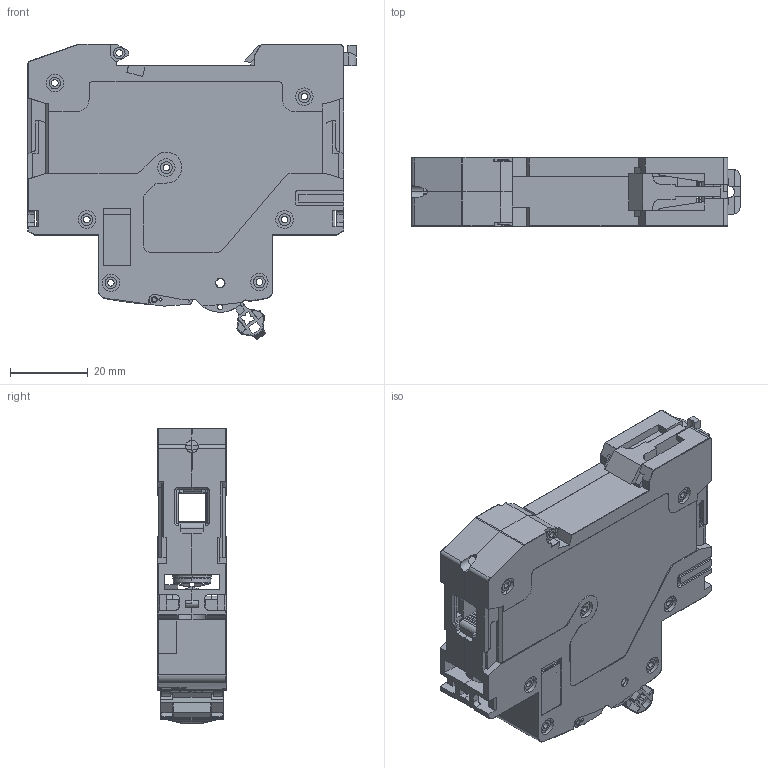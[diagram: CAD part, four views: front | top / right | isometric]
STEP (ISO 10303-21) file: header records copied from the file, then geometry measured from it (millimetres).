
FILE_DESCRIPTION (( 'STEP AP203' ), '1' );
FILE_NAME ('1P-1738.STEP', '2022-03-25T10:34:26', ( '' ), ( '' ), 'SwSTEP 2.0', 'SolidWorks 2017', '' );
FILE_SCHEMA (( 'CONFIG_CONTROL_DESIGN' ));
Length unit declared in the file: millimetre
Products named in the file (1): 1P-1738
Bounding box: 84.75 x 17.7 x 76.19 mm (x, y, z)
Surface area: 25303.3 mm2 (no closed solid volume)
Topology: 0 solids, 47 shells, 1056 faces, 4442 edges, 3359 vertices
Faces by surface type: plane 578, cylinder 358, bspline 100, cone 20
Entity records: 54548 total; most frequent: CARTESIAN_POINT 20877, ORIENTED_EDGE 6689, DIRECTION 6125, EDGE_CURVE 4434, VERTEX_POINT 3359, LINE 2669, VECTOR 2669, AXIS2_PLACEMENT_3D 1728
